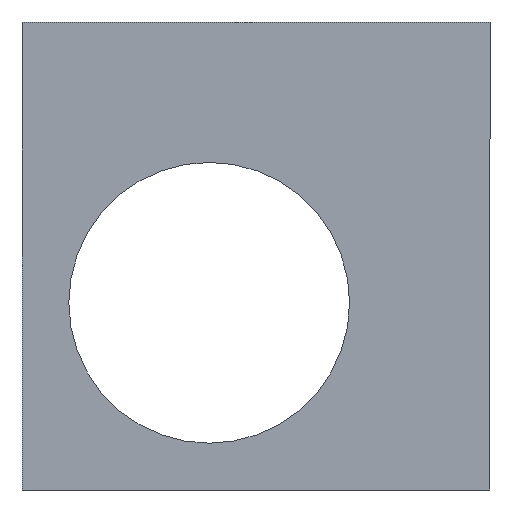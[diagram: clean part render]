
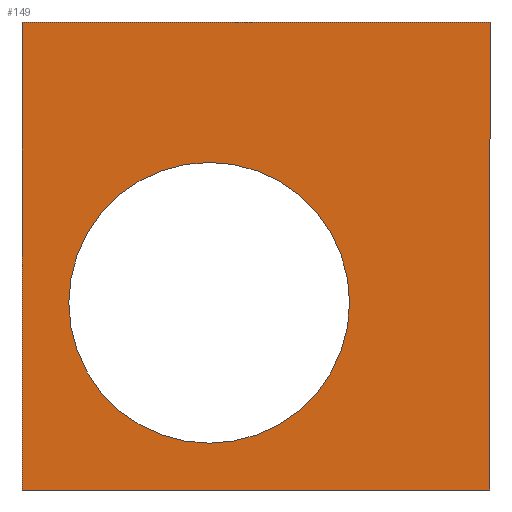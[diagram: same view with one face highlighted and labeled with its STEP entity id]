
A CAD part, front view. The second image highlights one B-rep face of the part: STEP entity #149.
In plain terms, the highlighted planar face has unit normal (0, -1, 0).
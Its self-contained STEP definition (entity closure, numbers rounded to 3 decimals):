
#2 = VECTOR ( 'NONE', #133, 1000. ) ;
#7 = EDGE_CURVE ( 'NONE', #103, #113, #124, .T. ) ;
#11 = DIRECTION ( 'NONE',  ( 0., 0., 1. ) ) ;
#12 = EDGE_CURVE ( 'NONE', #166, #213, #219, .T. ) ;
#14 = CARTESIAN_POINT ( 'NONE',  ( -25., 0., 25. ) ) ;
#20 = DIRECTION ( 'NONE',  ( -1., 0., 0. ) ) ;
#26 = EDGE_LOOP ( 'NONE', ( #271, #64 ) ) ;
#27 = AXIS2_PLACEMENT_3D ( 'NONE', #94, #241, #11 ) ;
#34 = CARTESIAN_POINT ( 'NONE',  ( -25., 0., -25. ) ) ;
#37 = CARTESIAN_POINT ( 'NONE',  ( 25., 0., -25. ) ) ;
#50 = VERTEX_POINT ( 'NONE', #216 ) ;
#61 = DIRECTION ( 'NONE',  ( 0., 1., 0. ) ) ;
#64 = ORIENTED_EDGE ( 'NONE', *, *, #12, .T. ) ;
#72 = AXIS2_PLACEMENT_3D ( 'NONE', #178, #61, #247 ) ;
#76 = ORIENTED_EDGE ( 'NONE', *, *, #183, .F. ) ;
#80 = CARTESIAN_POINT ( 'NONE',  ( 25., 0., -25. ) ) ;
#86 = EDGE_CURVE ( 'NONE', #113, #50, #164, .T. ) ;
#94 = CARTESIAN_POINT ( 'NONE',  ( -5., 0., -5. ) ) ;
#99 = CARTESIAN_POINT ( 'NONE',  ( -5., 0., -20. ) ) ;
#101 = DIRECTION ( 'NONE',  ( 0., 0., -1. ) ) ;
#103 = VERTEX_POINT ( 'NONE', #154 ) ;
#104 = LINE ( 'NONE', #269, #168 ) ;
#113 = VERTEX_POINT ( 'NONE', #14 ) ;
#124 = LINE ( 'NONE', #34, #2 ) ;
#128 = DIRECTION ( 'NONE',  ( 1., 0., 0. ) ) ;
#133 = DIRECTION ( 'NONE',  ( 0., 0., 1. ) ) ;
#149 = ADVANCED_FACE ( 'NONE', ( #235, #229 ), #180, .T. ) ;
#153 = CIRCLE ( 'NONE', #72, 15. ) ;
#154 = CARTESIAN_POINT ( 'NONE',  ( -25., 0., -25. ) ) ;
#156 = EDGE_CURVE ( 'NONE', #213, #166, #153, .T. ) ;
#164 = LINE ( 'NONE', #194, #261 ) ;
#166 = VERTEX_POINT ( 'NONE', #99 ) ;
#167 = EDGE_CURVE ( 'NONE', #50, #208, #104, .T. ) ;
#168 = VECTOR ( 'NONE', #101, 1000. ) ;
#169 = VECTOR ( 'NONE', #20, 1000. ) ;
#178 = CARTESIAN_POINT ( 'NONE',  ( -5., 0., -5. ) ) ;
#179 = ORIENTED_EDGE ( 'NONE', *, *, #7, .F. ) ;
#180 = PLANE ( 'NONE',  #274 ) ;
#183 = EDGE_CURVE ( 'NONE', #208, #103, #273, .T. ) ;
#194 = CARTESIAN_POINT ( 'NONE',  ( 25., 0., 25. ) ) ;
#208 = VERTEX_POINT ( 'NONE', #80 ) ;
#213 = VERTEX_POINT ( 'NONE', #225 ) ;
#214 = ORIENTED_EDGE ( 'NONE', *, *, #167, .F. ) ;
#216 = CARTESIAN_POINT ( 'NONE',  ( 25., 0., 25. ) ) ;
#219 = CIRCLE ( 'NONE', #27, 15. ) ;
#224 = CARTESIAN_POINT ( 'NONE',  ( 0., 0., 0. ) ) ;
#225 = CARTESIAN_POINT ( 'NONE',  ( -5., 0., 10. ) ) ;
#229 = FACE_OUTER_BOUND ( 'NONE', #234, .T. ) ;
#234 = EDGE_LOOP ( 'NONE', ( #179, #76, #214, #253 ) ) ;
#235 = FACE_BOUND ( 'NONE', #26, .T. ) ;
#241 = DIRECTION ( 'NONE',  ( 0., 1., 0. ) ) ;
#247 = DIRECTION ( 'NONE',  ( 0., 0., 1. ) ) ;
#248 = DIRECTION ( 'NONE',  ( 0., 0., -1. ) ) ;
#253 = ORIENTED_EDGE ( 'NONE', *, *, #86, .F. ) ;
#261 = VECTOR ( 'NONE', #128, 1000. ) ;
#265 = DIRECTION ( 'NONE',  ( 0., -1., 0. ) ) ;
#269 = CARTESIAN_POINT ( 'NONE',  ( 25., 0., -25. ) ) ;
#271 = ORIENTED_EDGE ( 'NONE', *, *, #156, .T. ) ;
#273 = LINE ( 'NONE', #37, #169 ) ;
#274 = AXIS2_PLACEMENT_3D ( 'NONE', #224, #265, #248 ) ;
